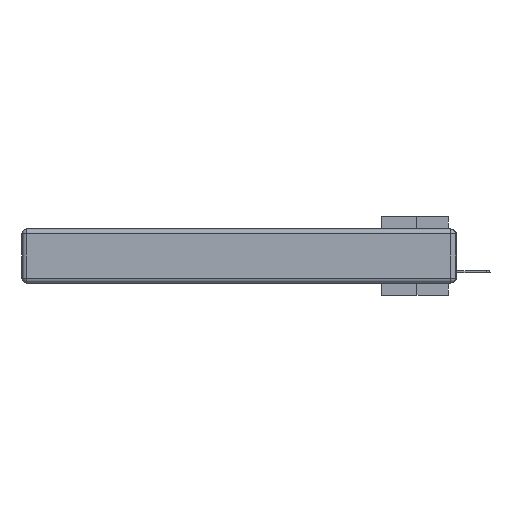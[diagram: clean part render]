
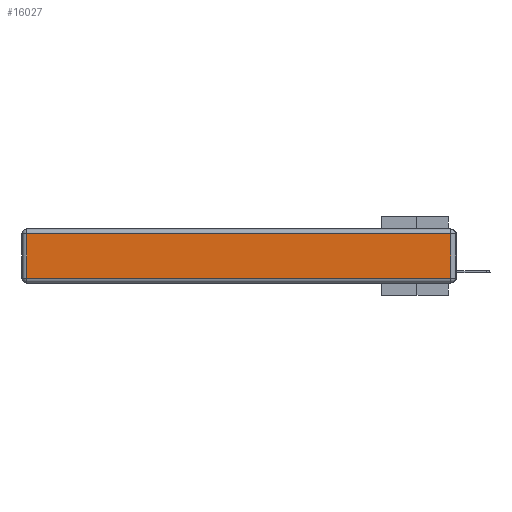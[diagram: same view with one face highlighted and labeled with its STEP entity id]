
A CAD part, left-side view. The second image highlights one B-rep face of the part: STEP entity #16027.
In plain terms, the highlighted planar face has unit normal (-1, 0, 0).
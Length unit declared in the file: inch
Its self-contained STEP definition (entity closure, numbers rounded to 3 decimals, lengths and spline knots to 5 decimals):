
#740 = CARTESIAN_POINT ( 'NONE',  ( 0., 0., -0.343 ) ) ;
#775 = CARTESIAN_POINT ( 'NONE',  ( 0., 2.75, -0.03 ) ) ;
#3291 = CARTESIAN_POINT ( 'NONE',  ( 0., 2.72, -0.343 ) ) ;
#3578 = FACE_OUTER_BOUND ( 'NONE', #22804, .T. ) ;
#6358 = EDGE_CURVE ( 'NONE', #26439, #9323, #17142, .T. ) ;
#7461 = EDGE_CURVE ( 'NONE', #30673, #26439, #36026, .T. ) ;
#7496 = DIRECTION ( 'NONE',  ( 0., -1., 0. ) ) ;
#8312 = EDGE_CURVE ( 'NONE', #17268, #30673, #9934, .T. ) ;
#8388 = CARTESIAN_POINT ( 'NONE',  ( 0., 0.03, -0.313 ) ) ;
#9323 = VERTEX_POINT ( 'NONE', #8388 ) ;
#9934 = LINE ( 'NONE', #775, #13902 ) ;
#11400 = CARTESIAN_POINT ( 'NONE',  ( 0., 0.03, -0.343 ) ) ;
#13902 = VECTOR ( 'NONE', #15364, 39.37008 ) ;
#15364 = DIRECTION ( 'NONE',  ( 0., 1., 0. ) ) ;
#16027 = ADVANCED_FACE ( 'NONE', ( #3578 ), #34541, .T. ) ;
#17142 = LINE ( 'NONE', #19001, #28543 ) ;
#17268 = VERTEX_POINT ( 'NONE', #27275 ) ;
#17427 = DIRECTION ( 'NONE',  ( -1., 0., 0. ) ) ;
#19001 = CARTESIAN_POINT ( 'NONE',  ( 0., 0., -0.313 ) ) ;
#19467 = ORIENTED_EDGE ( 'NONE', *, *, #22953, .T. ) ;
#19645 = ORIENTED_EDGE ( 'NONE', *, *, #6358, .T. ) ;
#19722 = VECTOR ( 'NONE', #28647, 39.37008 ) ;
#21367 = CARTESIAN_POINT ( 'NONE',  ( 0., 2.72, -0.03 ) ) ;
#22746 = ORIENTED_EDGE ( 'NONE', *, *, #7461, .T. ) ;
#22804 = EDGE_LOOP ( 'NONE', ( #19645, #19467, #32680, #22746 ) ) ;
#22953 = EDGE_CURVE ( 'NONE', #9323, #17268, #27456, .T. ) ;
#24403 = VECTOR ( 'NONE', #25875, 39.37008 ) ;
#25875 = DIRECTION ( 'NONE',  ( 0., 0., 1. ) ) ;
#26439 = VERTEX_POINT ( 'NONE', #29932 ) ;
#27275 = CARTESIAN_POINT ( 'NONE',  ( 0., 0.03, -0.03 ) ) ;
#27456 = LINE ( 'NONE', #11400, #24403 ) ;
#28543 = VECTOR ( 'NONE', #7496, 39.37008 ) ;
#28647 = DIRECTION ( 'NONE',  ( 0., 0., -1. ) ) ;
#29932 = CARTESIAN_POINT ( 'NONE',  ( 0., 2.72, -0.313 ) ) ;
#30673 = VERTEX_POINT ( 'NONE', #21367 ) ;
#32361 = AXIS2_PLACEMENT_3D ( 'NONE', #740, #17427, #34404 ) ;
#32680 = ORIENTED_EDGE ( 'NONE', *, *, #8312, .T. ) ;
#34404 = DIRECTION ( 'NONE',  ( 0., 0., 1. ) ) ;
#34541 = PLANE ( 'NONE',  #32361 ) ;
#36026 = LINE ( 'NONE', #3291, #19722 ) ;
